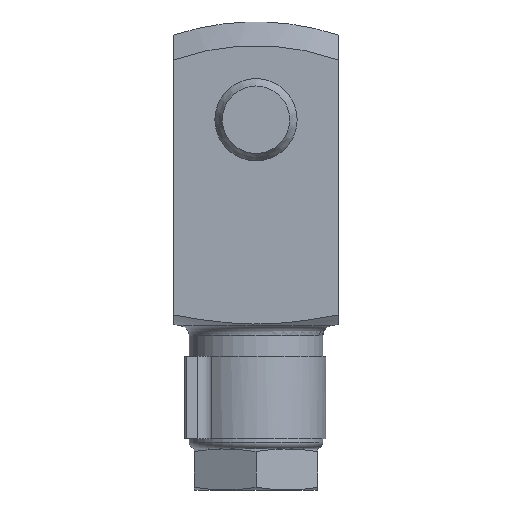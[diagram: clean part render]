
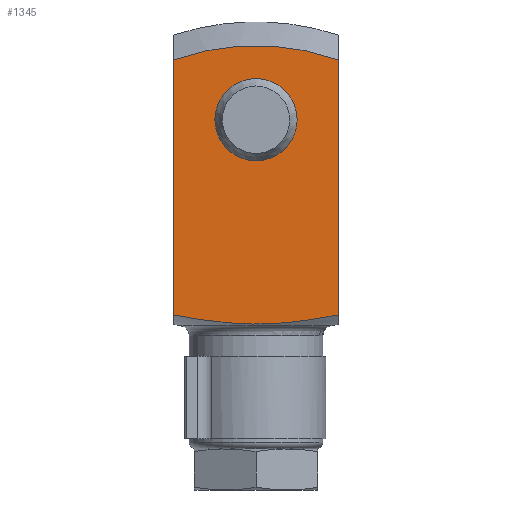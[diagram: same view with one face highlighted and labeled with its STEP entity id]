
A CAD part, left-side view. The second image highlights one B-rep face of the part: STEP entity #1345.
In plain terms, the highlighted face is planar.
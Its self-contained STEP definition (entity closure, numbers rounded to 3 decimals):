
#75=B_SPLINE_CURVE_WITH_KNOTS('',3,(#2061,#2062,#2063,#2064,#2065,#2066,
#2067,#2068),.UNSPECIFIED.,.F.,.F.,(4,1,1,1,1,4),(0.033,0.041,
0.049,0.053,0.057,0.065),
 .UNSPECIFIED.);
#111=LINE('',#2059,#211);
#112=LINE('',#2070,#212);
#211=VECTOR('',#1652,1000.);
#212=VECTOR('',#1653,1000.);
#320=ORIENTED_EDGE('',*,*,#696,.T.);
#321=ORIENTED_EDGE('',*,*,#697,.F.);
#322=ORIENTED_EDGE('',*,*,#698,.F.);
#323=ORIENTED_EDGE('',*,*,#699,.T.);
#324=ORIENTED_EDGE('',*,*,#700,.F.);
#696=EDGE_CURVE('',#884,#884,#1005,.F.);
#697=EDGE_CURVE('',#885,#886,#1006,.F.);
#698=EDGE_CURVE('',#887,#885,#111,.T.);
#699=EDGE_CURVE('',#887,#888,#75,.T.);
#700=EDGE_CURVE('',#886,#888,#112,.T.);
#884=VERTEX_POINT('',#2055);
#885=VERTEX_POINT('',#2057);
#886=VERTEX_POINT('',#2058);
#887=VERTEX_POINT('',#2060);
#888=VERTEX_POINT('',#2069);
#1005=CIRCLE('',#1479,8.);
#1006=CIRCLE('',#1480,46.423);
#1064=EDGE_LOOP('',(#320));
#1065=EDGE_LOOP('',(#321,#322,#323,#324));
#1182=FACE_BOUND('',#1064,.T.);
#1183=FACE_BOUND('',#1065,.T.);
#1297=PLANE('',#1478);
#1345=ADVANCED_FACE('',(#1182,#1183),#1297,.T.);
#1478=AXIS2_PLACEMENT_3D('',#2053,#1646,#1647);
#1479=AXIS2_PLACEMENT_3D('',#2054,#1648,#1649);
#1480=AXIS2_PLACEMENT_3D('',#2056,#1650,#1651);
#1646=DIRECTION('',(1.,0.,0.));
#1647=DIRECTION('',(0.,0.,-1.));
#1648=DIRECTION('',(1.,0.,0.));
#1649=DIRECTION('',(0.,0.,-1.));
#1650=DIRECTION('',(1.,0.,0.));
#1651=DIRECTION('',(0.,0.,-1.));
#1652=DIRECTION('',(0.,0.,1.));
#1653=DIRECTION('',(0.,0.,-1.));
#2053=CARTESIAN_POINT('',(16.,33.,-64.));
#2054=CARTESIAN_POINT('',(16.,0.,0.));
#2055=CARTESIAN_POINT('',(16.,0.,-8.));
#2056=CARTESIAN_POINT('',(16.,0.,-32.));
#2057=CARTESIAN_POINT('',(16.,-16.,11.579));
#2058=CARTESIAN_POINT('',(16.,16.,11.579));
#2059=CARTESIAN_POINT('',(16.,-16.,-64.));
#2060=CARTESIAN_POINT('',(16.,-16.,-37.956));
#2061=CARTESIAN_POINT('',(16.,-16.,-37.956));
#2062=CARTESIAN_POINT('',(16.,-13.379,-38.453));
#2063=CARTESIAN_POINT('',(16.,-8.119,-39.338));
#2064=CARTESIAN_POINT('',(16.,-1.419,-39.827));
#2065=CARTESIAN_POINT('',(16.,4.034,-39.64));
#2066=CARTESIAN_POINT('',(16.,9.394,-39.121));
#2067=CARTESIAN_POINT('',(16.,13.365,-38.456));
#2068=CARTESIAN_POINT('',(16.,16.,-37.956));
#2069=CARTESIAN_POINT('',(16.,16.,-37.956));
#2070=CARTESIAN_POINT('',(16.,16.,20.));
